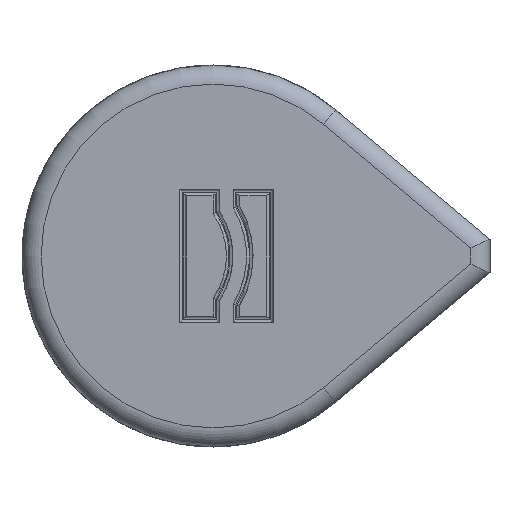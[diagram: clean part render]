
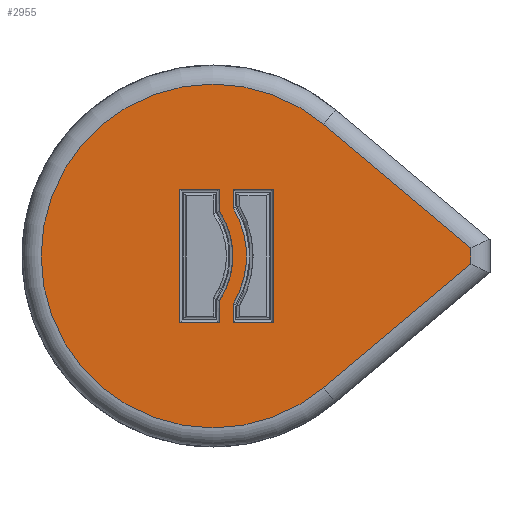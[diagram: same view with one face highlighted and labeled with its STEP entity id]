
A CAD part, front view. The second image highlights one B-rep face of the part: STEP entity #2955.
In plain terms, the highlighted face is planar.
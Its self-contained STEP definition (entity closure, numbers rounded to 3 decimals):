
#165=FACE_BOUND('',#900,.T.);
#166=FACE_BOUND('',#901,.T.);
#497=CIRCLE('',#3441,4.9);
#503=CIRCLE('',#3481,4.2);
#505=CIRCLE('',#3490,9.);
#682=FACE_OUTER_BOUND('',#899,.T.);
#899=EDGE_LOOP('',(#2703,#2704,#2705,#2706));
#900=EDGE_LOOP('',(#2707,#2708,#2709,#2710,#2711,#2712));
#901=EDGE_LOOP('',(#2713,#2714,#2715,#2716,#2717,#2718));
#980=LINE('',#5437,#1104);
#984=LINE('',#5446,#1108);
#1012=LINE('',#5590,#1136);
#1015=LINE('',#5595,#1139);
#1017=LINE('',#5599,#1141);
#1023=LINE('',#5612,#1147);
#1025=LINE('',#5616,#1149);
#1031=LINE('',#5632,#1155);
#1033=LINE('',#5636,#1157);
#1035=LINE('',#5639,#1159);
#1036=LINE('',#5645,#1160);
#1037=LINE('',#5647,#1161);
#1038=LINE('',#5648,#1162);
#1104=VECTOR('',#4322,10.);
#1108=VECTOR('',#4332,10.);
#1136=VECTOR('',#4420,10.);
#1139=VECTOR('',#4425,10.);
#1141=VECTOR('',#4429,10.);
#1147=VECTOR('',#4443,10.);
#1149=VECTOR('',#4447,10.);
#1155=VECTOR('',#4467,10.);
#1157=VECTOR('',#4471,10.);
#1159=VECTOR('',#4475,10.);
#1160=VECTOR('',#4480,10.);
#1161=VECTOR('',#4481,10.);
#1162=VECTOR('',#4482,10.);
#1465=VERTEX_POINT('',#5434);
#1466=VERTEX_POINT('',#5436);
#1467=VERTEX_POINT('',#5440);
#1468=VERTEX_POINT('',#5444);
#1497=VERTEX_POINT('',#5587);
#1498=VERTEX_POINT('',#5589);
#1499=VERTEX_POINT('',#5593);
#1500=VERTEX_POINT('',#5597);
#1503=VERTEX_POINT('',#5611);
#1504=VERTEX_POINT('',#5615);
#1507=VERTEX_POINT('',#5631);
#1508=VERTEX_POINT('',#5635);
#1509=VERTEX_POINT('',#5641);
#1510=VERTEX_POINT('',#5642);
#1511=VERTEX_POINT('',#5644);
#1512=VERTEX_POINT('',#5646);
#1841=EDGE_CURVE('',#1466,#1465,#980,.T.);
#1844=EDGE_CURVE('',#1465,#1467,#497,.T.);
#1846=EDGE_CURVE('',#1467,#1468,#984,.T.);
#1891=EDGE_CURVE('',#1498,#1497,#1012,.T.);
#1894=EDGE_CURVE('',#1497,#1499,#1015,.T.);
#1896=EDGE_CURVE('',#1499,#1500,#1017,.T.);
#1902=EDGE_CURVE('',#1503,#1498,#1023,.T.);
#1904=EDGE_CURVE('',#1504,#1503,#1025,.T.);
#1906=EDGE_CURVE('',#1500,#1504,#503,.T.);
#1912=EDGE_CURVE('',#1507,#1466,#1031,.T.);
#1914=EDGE_CURVE('',#1508,#1507,#1033,.T.);
#1916=EDGE_CURVE('',#1468,#1508,#1035,.T.);
#1917=EDGE_CURVE('',#1509,#1510,#505,.T.);
#1918=EDGE_CURVE('',#1511,#1509,#1036,.T.);
#1919=EDGE_CURVE('',#1512,#1511,#1037,.T.);
#1920=EDGE_CURVE('',#1510,#1512,#1038,.T.);
#2703=ORIENTED_EDGE('',*,*,#1917,.F.);
#2704=ORIENTED_EDGE('',*,*,#1918,.F.);
#2705=ORIENTED_EDGE('',*,*,#1919,.F.);
#2706=ORIENTED_EDGE('',*,*,#1920,.F.);
#2707=ORIENTED_EDGE('',*,*,#1902,.T.);
#2708=ORIENTED_EDGE('',*,*,#1891,.T.);
#2709=ORIENTED_EDGE('',*,*,#1894,.T.);
#2710=ORIENTED_EDGE('',*,*,#1896,.T.);
#2711=ORIENTED_EDGE('',*,*,#1906,.T.);
#2712=ORIENTED_EDGE('',*,*,#1904,.T.);
#2713=ORIENTED_EDGE('',*,*,#1912,.T.);
#2714=ORIENTED_EDGE('',*,*,#1841,.T.);
#2715=ORIENTED_EDGE('',*,*,#1844,.T.);
#2716=ORIENTED_EDGE('',*,*,#1846,.T.);
#2717=ORIENTED_EDGE('',*,*,#1916,.T.);
#2718=ORIENTED_EDGE('',*,*,#1914,.T.);
#2791=PLANE('',#3489);
#2955=ADVANCED_FACE('',(#682,#165,#166),#2791,.T.);
#3441=AXIS2_PLACEMENT_3D('',#5442,#4327,#4328);
#3481=AXIS2_PLACEMENT_3D('',#5619,#4451,#4452);
#3489=AXIS2_PLACEMENT_3D('',#5640,#4476,#4477);
#3490=AXIS2_PLACEMENT_3D('',#5643,#4478,#4479);
#4322=DIRECTION('',(0.,1.,0.));
#4327=DIRECTION('center_axis',(0.,0.,1.));
#4328=DIRECTION('ref_axis',(0.857,-0.515,0.));
#4332=DIRECTION('',(0.,1.,0.));
#4420=DIRECTION('',(0.,1.,0.));
#4425=DIRECTION('',(1.,0.,0.));
#4429=DIRECTION('',(0.,-1.,0.));
#4443=DIRECTION('',(-1.,0.,0.));
#4447=DIRECTION('',(0.,-1.,0.));
#4451=DIRECTION('center_axis',(0.,0.,-1.));
#4452=DIRECTION('ref_axis',(-0.833,0.553,0.));
#4467=DIRECTION('',(-1.,0.,0.));
#4471=DIRECTION('',(0.,-1.,0.));
#4475=DIRECTION('',(1.,0.,0.));
#4476=DIRECTION('center_axis',(0.,0.,1.));
#4477=DIRECTION('ref_axis',(1.,0.,0.));
#4478=DIRECTION('center_axis',(0.,0.,-1.));
#4479=DIRECTION('ref_axis',(-1.,0.,0.));
#4480=DIRECTION('',(-0.766,-0.643,0.));
#4481=DIRECTION('',(0.,-1.,0.));
#4482=DIRECTION('',(0.766,-0.643,0.));
#5434=CARTESIAN_POINT('',(1.05,-2.524,71.));
#5436=CARTESIAN_POINT('',(1.05,-3.5,71.));
#5437=CARTESIAN_POINT('',(1.05,-1.262,71.));
#5440=CARTESIAN_POINT('',(1.05,2.524,71.));
#5442=CARTESIAN_POINT('Origin',(-3.15,0.,71.));
#5444=CARTESIAN_POINT('',(1.05,3.5,71.));
#5446=CARTESIAN_POINT('',(1.05,1.75,71.));
#5587=CARTESIAN_POINT('',(-1.75,3.5,71.));
#5589=CARTESIAN_POINT('',(-1.75,-3.5,71.));
#5590=CARTESIAN_POINT('',(-1.75,1.75,71.));
#5593=CARTESIAN_POINT('',(0.35,3.5,71.));
#5595=CARTESIAN_POINT('',(1.171,3.5,71.));
#5597=CARTESIAN_POINT('',(0.35,2.322,71.));
#5599=CARTESIAN_POINT('',(0.35,1.161,71.));
#5611=CARTESIAN_POINT('',(0.35,-3.5,71.));
#5612=CARTESIAN_POINT('',(0.121,-3.5,71.));
#5615=CARTESIAN_POINT('',(0.35,-2.322,71.));
#5616=CARTESIAN_POINT('',(0.35,-1.75,71.));
#5619=CARTESIAN_POINT('Origin',(-3.15,0.,71.));
#5631=CARTESIAN_POINT('',(3.15,-3.5,71.));
#5632=CARTESIAN_POINT('',(1.521,-3.5,71.));
#5635=CARTESIAN_POINT('',(3.15,3.5,71.));
#5636=CARTESIAN_POINT('',(3.15,-1.75,71.));
#5639=CARTESIAN_POINT('',(2.571,3.5,71.));
#5640=CARTESIAN_POINT('Origin',(1.992,0.,71.));
#5641=CARTESIAN_POINT('',(5.785,-6.894,71.));
#5642=CARTESIAN_POINT('',(5.785,6.894,71.));
#5643=CARTESIAN_POINT('Origin',(0.,0.,71.));
#5644=CARTESIAN_POINT('',(13.5,-0.421,71.));
#5645=CARTESIAN_POINT('',(10.406,-3.017,71.));
#5646=CARTESIAN_POINT('',(13.5,0.421,71.));
#5647=CARTESIAN_POINT('',(13.5,0.444,71.));
#5648=CARTESIAN_POINT('',(6.369,6.404,71.));
